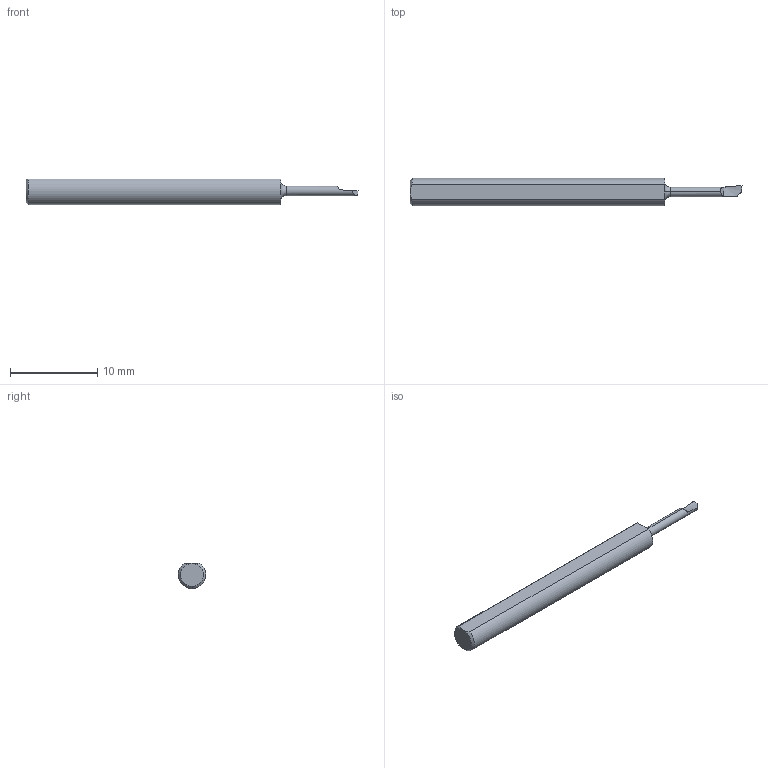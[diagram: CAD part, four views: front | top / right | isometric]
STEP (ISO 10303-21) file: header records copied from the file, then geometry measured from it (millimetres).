
FILE_DESCRIPTION (( 'STEP AP203' ), '1' );
FILE_NAME ('215967-HB52F.STEP', '2024-08-12T19:11:16', ( '' ), ( '' ), 'SwSTEP 2.0', 'SolidWorks 2024', '' );
FILE_SCHEMA (( 'CONFIG_CONTROL_DESIGN' ));
Length unit declared in the file: inch
Products named in the file (1): 215967-HB52F
Bounding box: 38.1 x 3.17 x 2.91 mm (x, y, z)
Volume: 228.8 mm3; surface area: 329.7 mm2
Topology: 1 solids, 1 shells, 21 faces, 49 edges, 31 vertices
Faces by surface type: plane 9, bspline 5, cylinder 3, torus 2, cone 2
Entity records: 795 total; most frequent: CARTESIAN_POINT 285, ORIENTED_EDGE 98, DIRECTION 76, EDGE_CURVE 49, AXIS2_PLACEMENT_3D 33, VERTEX_POINT 31, EDGE_LOOP 22, FACE_OUTER_BOUND 21
